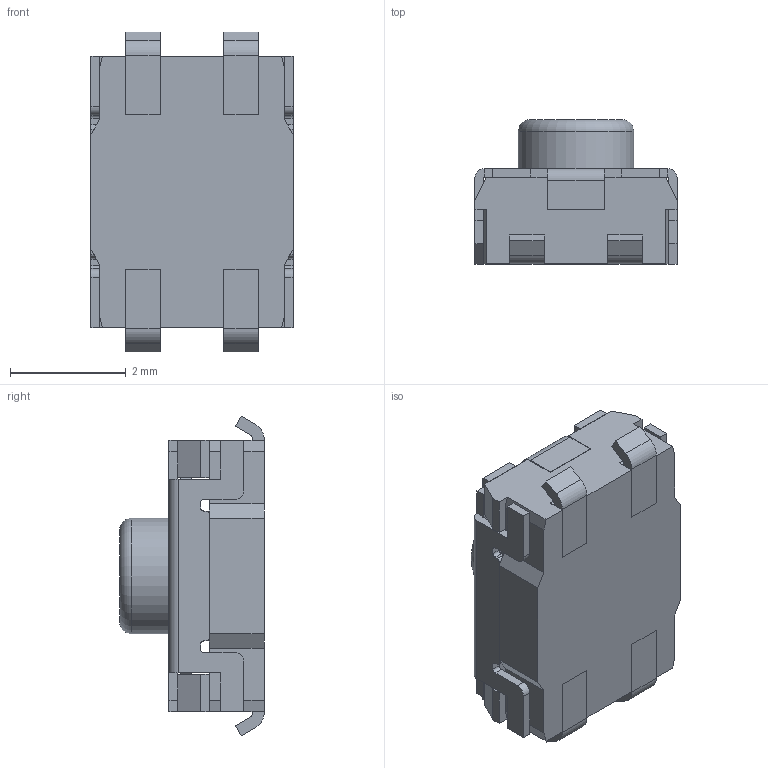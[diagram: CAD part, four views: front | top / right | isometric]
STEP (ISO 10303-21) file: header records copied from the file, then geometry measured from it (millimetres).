
FILE_DESCRIPTION(/* description */ ('Unknown'),/* implementation_level */ '2;1');
FILE_NAME(/* name */ '4341x30258x6',/* time_stamp */ '2024-09-18T10:37:41+02:00',/* author */ ('Unknown'),/* organization */ ('Unknown'),/* preprocessor_version */ 'ST-DEVELOPER v19.4',/* originating_system */ 'Solid Edge',/* authorisation */ 'Unknown');
FILE_SCHEMA (('AUTOMOTIVE_DESIGN {1 0 10303 214 3 1 1}'));
Length unit declared in the file: millimetre
Products named in the file (5): 4341x30258x6; Frame; Stem; Terminal
Assembly tree (7 placements, depth 2):
  4341x30258x6
    Frame
    Stem
    Terminal  x4
    Frame
Bounding box: 3.5 x 2.5 x 5.54 mm (x, y, z)
Volume: 23.7 mm3; surface area: 137 mm2
Topology: 7 solids, 7 shells, 236 faces, 641 edges, 421 vertices
Faces by surface type: plane 192, cylinder 43, torus 1
Full cylindrical faces by diameter (mm): 0.75 x1, 2 x2
Entity records: 6593 total; most frequent: CARTESIAN_POINT 1146, ORIENTED_EDGE 1124, DIRECTION 1072, EDGE_CURVE 562, LINE 480, VECTOR 480, VERTEX_POINT 370, AXIS2_PLACEMENT_3D 296
